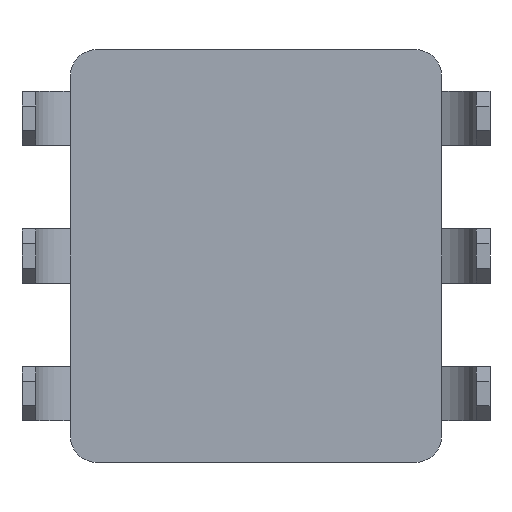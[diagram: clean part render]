
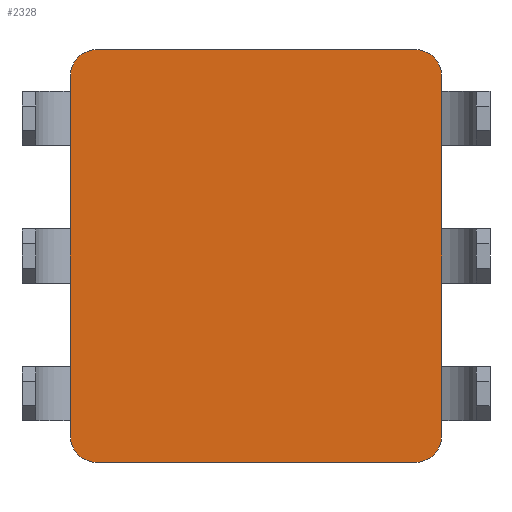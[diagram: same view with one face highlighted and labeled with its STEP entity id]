
A CAD part, front view. The second image highlights one B-rep face of the part: STEP entity #2328.
In plain terms, the highlighted planar face has unit normal (0, -1, 0).
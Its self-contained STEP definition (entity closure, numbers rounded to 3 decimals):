
#5=DIRECTION('',(1.,0.,0.));
#6=VECTOR('',#5,5.85);
#7=CARTESIAN_POINT('',(-2.925,-2.985,-3.81));
#8=LINE('',#7,#6);
#97=DIRECTION('',(0.,0.,1.));
#98=VECTOR('',#97,6.62);
#99=CARTESIAN_POINT('',(3.425,-2.985,-3.31));
#100=LINE('',#99,#98);
#809=CARTESIAN_POINT('',(2.925,-2.985,3.31));
#810=DIRECTION('',(0.,-1.,0.));
#811=DIRECTION('',(1.,0.,0.));
#812=AXIS2_PLACEMENT_3D('',#809,#810,#811);
#814=CARTESIAN_POINT('',(2.925,-2.985,-3.31));
#815=DIRECTION('',(0.,-1.,0.));
#816=DIRECTION('',(0.,0.,-1.));
#817=AXIS2_PLACEMENT_3D('',#814,#815,#816);
#819=CARTESIAN_POINT('',(-2.925,-2.985,-3.31));
#820=DIRECTION('',(0.,-1.,0.));
#821=DIRECTION('',(-1.,0.,0.));
#822=AXIS2_PLACEMENT_3D('',#819,#820,#821);
#824=DIRECTION('',(0.,0.,1.));
#825=VECTOR('',#824,6.62);
#826=CARTESIAN_POINT('',(-3.425,-2.985,-3.31));
#827=LINE('',#826,#825);
#828=CARTESIAN_POINT('',(-2.925,-2.985,3.31));
#829=DIRECTION('',(0.,-1.,0.));
#830=DIRECTION('',(0.,0.,1.));
#831=AXIS2_PLACEMENT_3D('',#828,#829,#830);
#837=DIRECTION('',(1.,0.,0.));
#838=VECTOR('',#837,5.85);
#839=CARTESIAN_POINT('',(-2.925,-2.985,3.81));
#840=LINE('',#839,#838);
#1093=CARTESIAN_POINT('',(3.425,-2.985,3.31));
#1094=VERTEX_POINT('',#1093);
#1095=CARTESIAN_POINT('',(2.925,-2.985,3.81));
#1096=VERTEX_POINT('',#1095);
#1097=CARTESIAN_POINT('',(-2.925,-2.985,3.81));
#1098=CARTESIAN_POINT('',(-3.425,-2.985,3.31));
#1099=VERTEX_POINT('',#1097);
#1100=VERTEX_POINT('',#1098);
#1109=CARTESIAN_POINT('',(-3.425,-2.985,-3.31));
#1110=VERTEX_POINT('',#1109);
#1111=CARTESIAN_POINT('',(-2.925,-2.985,-3.81));
#1112=VERTEX_POINT('',#1111);
#1113=CARTESIAN_POINT('',(2.925,-2.985,-3.81));
#1114=CARTESIAN_POINT('',(3.425,-2.985,-3.31));
#1115=VERTEX_POINT('',#1113);
#1116=VERTEX_POINT('',#1114);
#2311=CARTESIAN_POINT('',(-3.425,-2.985,-3.81));
#2312=DIRECTION('',(0.,-1.,0.));
#2313=DIRECTION('',(1.,0.,0.));
#2314=AXIS2_PLACEMENT_3D('',#2311,#2312,#2313);
#2315=PLANE('',#2314);
#2316=ORIENTED_EDGE('',*,*,#1182,.F.);
#2317=ORIENTED_EDGE('',*,*,#1198,.F.);
#2319=ORIENTED_EDGE('',*,*,#2318,.F.);
#2320=ORIENTED_EDGE('',*,*,#1128,.F.);
#2321=ORIENTED_EDGE('',*,*,#1146,.F.);
#2322=ORIENTED_EDGE('',*,*,#1571,.T.);
#2323=ORIENTED_EDGE('',*,*,#2302,.F.);
#2325=ORIENTED_EDGE('',*,*,#2324,.T.);
#2326=EDGE_LOOP('',(#2316,#2317,#2319,#2320,#2321,#2322,#2323,#2325));
#2327=FACE_OUTER_BOUND('',#2326,.F.);
#813=CIRCLE('',#812,0.5);
#818=CIRCLE('',#817,0.5);
#823=CIRCLE('',#822,0.5);
#832=CIRCLE('',#831,0.5);
#1128=EDGE_CURVE('',#1112,#1115,#8,.T.);
#1146=EDGE_CURVE('',#1110,#1112,#823,.T.);
#1182=EDGE_CURVE('',#1094,#1096,#813,.T.);
#1198=EDGE_CURVE('',#1116,#1094,#100,.T.);
#1571=EDGE_CURVE('',#1110,#1100,#827,.T.);
#2302=EDGE_CURVE('',#1099,#1100,#832,.T.);
#2318=EDGE_CURVE('',#1115,#1116,#818,.T.);
#2324=EDGE_CURVE('',#1099,#1096,#840,.T.);
#2328=ADVANCED_FACE('',(#2327),#2315,.T.);
